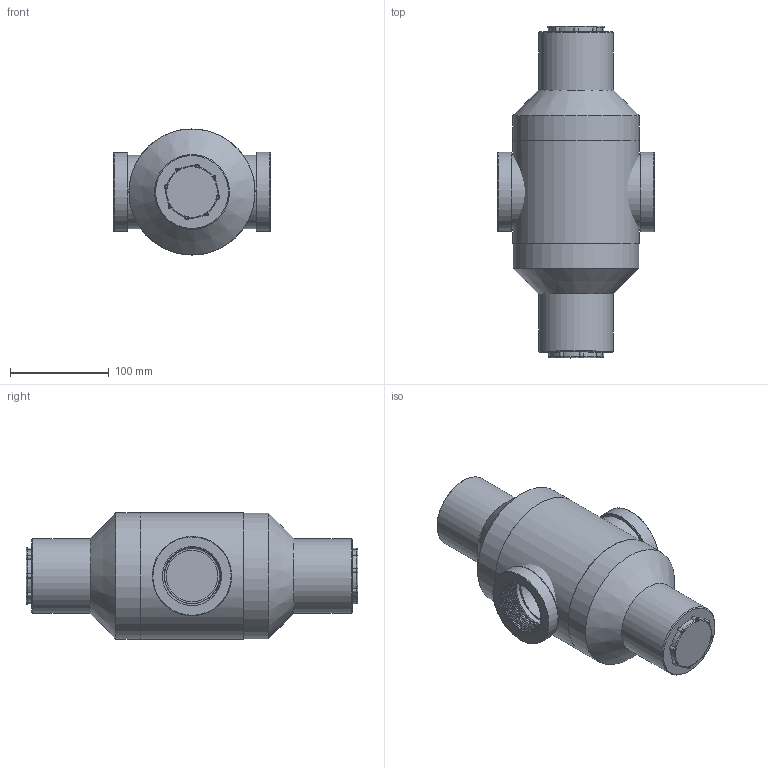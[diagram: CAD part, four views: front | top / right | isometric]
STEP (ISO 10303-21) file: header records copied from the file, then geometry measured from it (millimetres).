
FILE_DESCRIPTION (( 'STEP AP214' ), '1' );
FILE_NAME ('2-1101-7X-DUP.STEP', '2019-08-28T09:40:32', ( '' ), ( '' ), 'SwSTEP 2.0', 'SolidWorks 2019', '' );
FILE_SCHEMA (( 'AUTOMOTIVE_DESIGN' ));
Length unit declared in the file: millimetre
Products named in the file (12): 2 inchduplec - ABS_63mm or 2; 63mm Dust Cap; 2 inchduplec - ABS; 63mm stub - ABS; 2-1101-7X-DUP; PVC Bonnet all size_63mm PVC-304; PVC Bonnet all size
Assembly tree (7 placements, depth 2):
  63mm Dust Cap
  2 inchduplec - ABS
  63mm Dust Cap
  63mm stub - ABS
  2-1101-7X-DUP
    PVC Bonnet all size_63mm PVC-304  x2
    2 inchduplec - ABS_63mm or 2
    63mm Dust Cap  x2
    63mm stub - ABS  x2
Bounding box: 158.78 x 336.8 x 128 mm (x, y, z)
Volume: 2909879.3 mm3; surface area: 268751.9 mm2
Topology: 7 solids, 7 shells, 147 faces, 325 edges, 204 vertices
Faces by surface type: cylinder 73, torus 32, plane 28, bspline 8, cone 6
Full cylindrical faces by diameter (mm): 52.197 x2, 55.914 x20, 59.898 x2, 60.197 x2, 68.4 x2, 74.5 x2, 76 x2, 79.611 x2, 80.344 x2, 128 x3
Entity records: 4649 total; most frequent: CARTESIAN_POINT 2979, DIRECTION 311, ORIENTED_EDGE 236, AXIS2_PLACEMENT_3D 147, EDGE_CURVE 118, EDGE_LOOP 92, VERTEX_POINT 82, FACE_OUTER_BOUND 80
